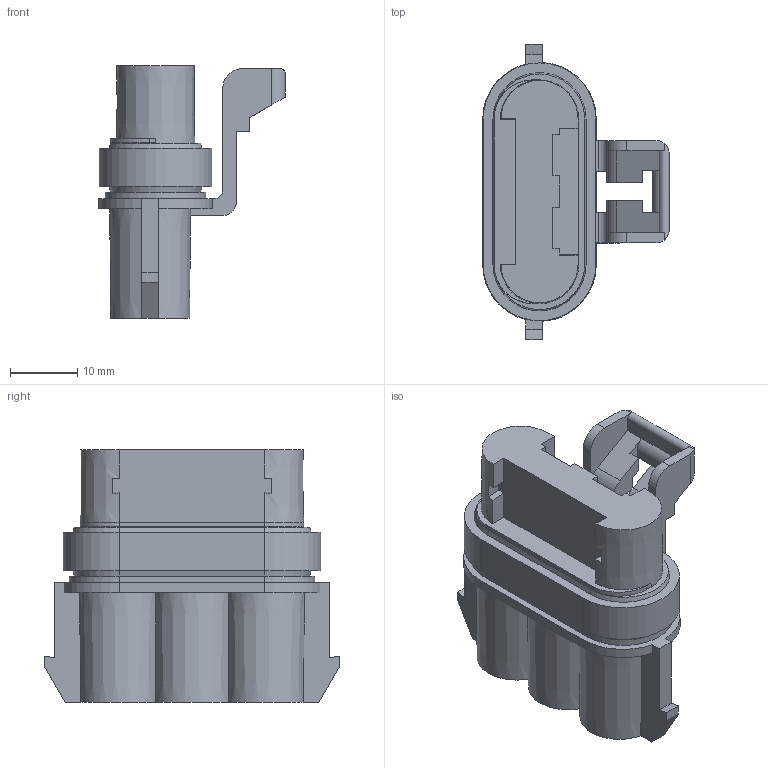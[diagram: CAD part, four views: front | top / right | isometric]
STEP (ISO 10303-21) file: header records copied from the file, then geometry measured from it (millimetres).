
FILE_DESCRIPTION(/* description */ (''),/* implementation_level */ '2;1');
FILE_NAME(/* name */ '15446375-ENV10_01-CONN.stp',/* time_stamp */ '2022-05-17T19:25:47+08:00',/* author */ (''),/* organization */ (''),/* preprocessor_version */ 'ST-DEVELOPER v16',/* originating_system */ 'SIEMENS PLM Software NX 11.0',/* authorisation */ '');
FILE_SCHEMA (('AUTOMOTIVE_DESIGN { 1 0 10303 214 3 1 1 1 }'));
Length unit declared in the file: millimetre
Products named in the file (1): 15446375-ENV10_01-CONN
Bounding box: 27.75 x 43.9 x 37.6 mm (x, y, z)
Volume: 14657.5 mm3; surface area: 6264.5 mm2
Topology: 1 solids, 1 shells, 131 faces, 376 edges, 250 vertices
Faces by surface type: plane 97, cylinder 22, cone 12
Entity records: 4388 total; most frequent: CARTESIAN_POINT 884, ORIENTED_EDGE 752, DIRECTION 700, EDGE_CURVE 376, LINE 276, VECTOR 276, VERTEX_POINT 250, AXIS2_PLACEMENT_3D 212
